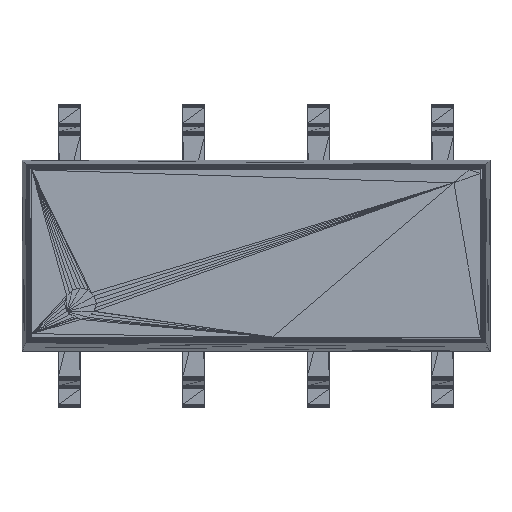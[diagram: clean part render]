
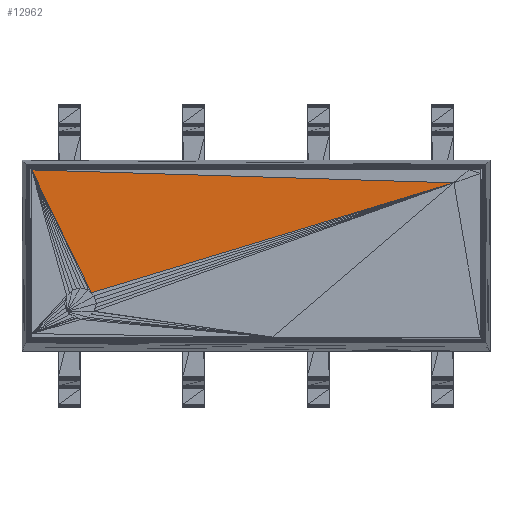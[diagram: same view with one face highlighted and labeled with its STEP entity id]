
A CAD part, top view. The second image highlights one B-rep face of the part: STEP entity #12962.
In plain terms, the highlighted planar face has unit normal (0, 0, 1).
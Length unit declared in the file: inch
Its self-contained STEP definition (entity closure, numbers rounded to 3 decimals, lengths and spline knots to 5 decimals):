
#12962 = ADVANCED_FACE('',(#12963),#12989,.T.);
#12963 = FACE_BOUND('',#12964,.T.);
#12964 = EDGE_LOOP('',(#12965,#12975,#12983));
#12965 = ORIENTED_EDGE('',*,*,#12966,.T.);
#12966 = EDGE_CURVE('',#12967,#12969,#12971,.T.);
#12967 = VERTEX_POINT('',#12968);
#12968 = CARTESIAN_POINT('',(0.34693,0.1354,
    0.09055));
#12969 = VERTEX_POINT('',#12970);
#12970 = CARTESIAN_POINT('',(0.0078,0.14578,
    0.09055));
#12971 = LINE('',#12972,#12973);
#12972 = CARTESIAN_POINT('',(0.34693,0.1354,
    0.09055));
#12973 = VECTOR('',#12974,0.03937);
#12974 = DIRECTION('',(-1.,0.031,0.));
#12975 = ORIENTED_EDGE('',*,*,#12976,.F.);
#12976 = EDGE_CURVE('',#12977,#12969,#12979,.T.);
#12977 = VERTEX_POINT('',#12978);
#12978 = CARTESIAN_POINT('',(0.05574,0.04713,
    0.09055));
#12979 = LINE('',#12980,#12981);
#12980 = CARTESIAN_POINT('',(0.05574,0.04713,
    0.09055));
#12981 = VECTOR('',#12982,0.03937);
#12982 = DIRECTION('',(-0.437,0.899,0.));
#12983 = ORIENTED_EDGE('',*,*,#12984,.T.);
#12984 = EDGE_CURVE('',#12977,#12967,#12985,.T.);
#12985 = LINE('',#12986,#12987);
#12986 = CARTESIAN_POINT('',(0.05574,0.04713,
    0.09055));
#12987 = VECTOR('',#12988,0.03937);
#12988 = DIRECTION('',(0.957,0.29,0.));
#12989 = PLANE('',#12990);
#12990 = AXIS2_PLACEMENT_3D('',#12991,#12992,#12993);
#12991 = CARTESIAN_POINT('',(0.16585,0.11424,
    0.09055));
#12992 = DIRECTION('',(0.,0.,1.));
#12993 = DIRECTION('',(1.,0.,-0.));
